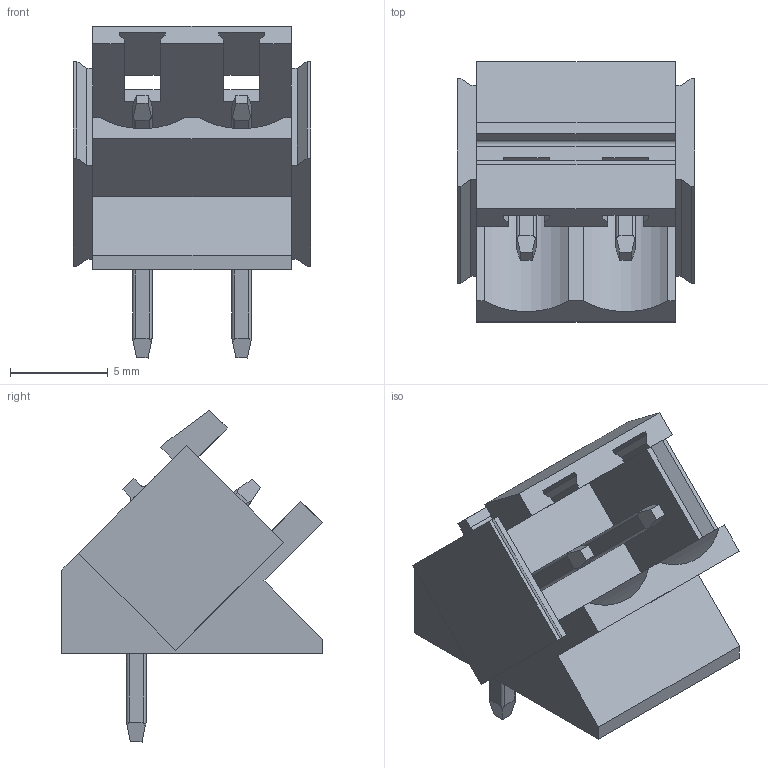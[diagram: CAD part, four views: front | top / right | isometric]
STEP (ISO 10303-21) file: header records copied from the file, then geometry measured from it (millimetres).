
FILE_DESCRIPTION(('CATIA V5 STEP Exchange','CAx-IF Rec.Pracs.--- Model Styling and Organization---1.4--- 2014-01-23'),'2;1');
FILE_NAME ('D1490393_0_1635500000_1635500000.stp','2021-06-21T10:15:28+00:00',('none'),('Weidmueller'),'CATIA Version 5-6 Release 2016 SP3 HF44','CATIA V5 STEP AP214','none');
FILE_SCHEMA(('AUTOMOTIVE_DESIGN { 1 0 10303 214 1 1 1 1 }'));
Length unit declared in the file: millimetre
Products named in the file (1): 1635500000
Bounding box: 12.16 x 13.3 x 16.97 mm (x, y, z)
Volume: 724.6 mm3; surface area: 1150.5 mm2
Topology: 3 solids, 3 shells, 144 faces, 406 edges, 264 vertices
Faces by surface type: plane 108, cylinder 36
Entity records: 5085 total; most frequent: CARTESIAN_POINT 1358, ORIENTED_EDGE 812, DIRECTION 600, EDGE_CURVE 406, VECTOR 334, LINE 334, VERTEX_POINT 264, EDGE_LOOP 148
